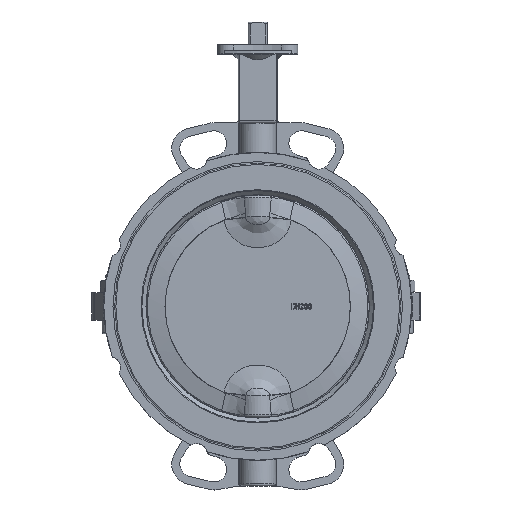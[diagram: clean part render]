
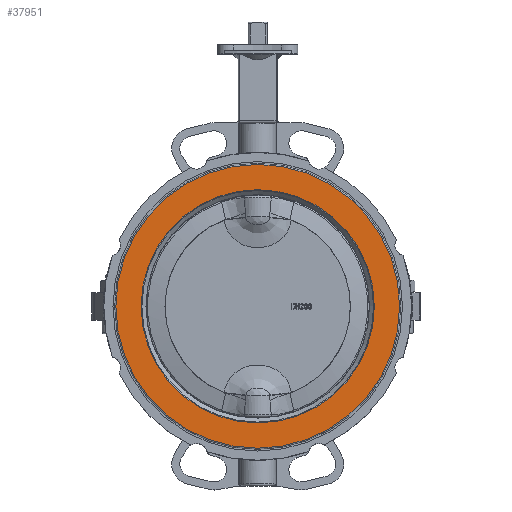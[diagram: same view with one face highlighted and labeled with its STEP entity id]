
A CAD part, top view. The second image highlights one B-rep face of the part: STEP entity #37951.
In plain terms, the highlighted planar face has unit normal (0, 0, 1).
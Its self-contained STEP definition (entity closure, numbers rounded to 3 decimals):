
#37917=CARTESIAN_POINT('',(-124.,0.,30.));
#37918=VERTEX_POINT('',#37917);
#37919=CARTESIAN_POINT('',(0.,0.,30.));
#37920=DIRECTION('',(0.0,0.0,-1.0));
#37921=DIRECTION('',(1.0,0.0,0.0));
#37922=AXIS2_PLACEMENT_3D('',#37919,#37920,#37921);
#37923=CIRCLE('',#37922,124.0);
#37924=EDGE_CURVE('',#37918,#37918,#37923,.T.);
#37932=CARTESIAN_POINT('',(-111.25,0.,30.));
#37933=DIRECTION('',(0.0,0.0,1.0));
#37934=DIRECTION('',(1.0,0.0,0.0));
#37935=AXIS2_PLACEMENT_3D('',#37932,#37933,#37934);
#37936=PLANE('',#37935);
#37937=ORIENTED_EDGE('',*,*,#37924,.F.);
#37938=EDGE_LOOP('',(#37937));
#37939=FACE_OUTER_BOUND('',#37938,.T.);
#37940=CARTESIAN_POINT('',(-101.914,0.,30.));
#37941=VERTEX_POINT('',#37940);
#37942=CARTESIAN_POINT('',(0.,0.,30.));
#37943=DIRECTION('',(0.0,0.0,1.0));
#37944=DIRECTION('',(1.0,0.0,0.0));
#37945=AXIS2_PLACEMENT_3D('',#37942,#37943,#37944);
#37946=CIRCLE('',#37945,101.914);
#37947=EDGE_CURVE('',#37941,#37941,#37946,.T.);
#37948=ORIENTED_EDGE('',*,*,#37947,.F.);
#37949=EDGE_LOOP('',(#37948));
#37950=FACE_BOUND('',#37949,.T.);
#37951=ADVANCED_FACE('',(#37939,#37950),#37936,.T.);
